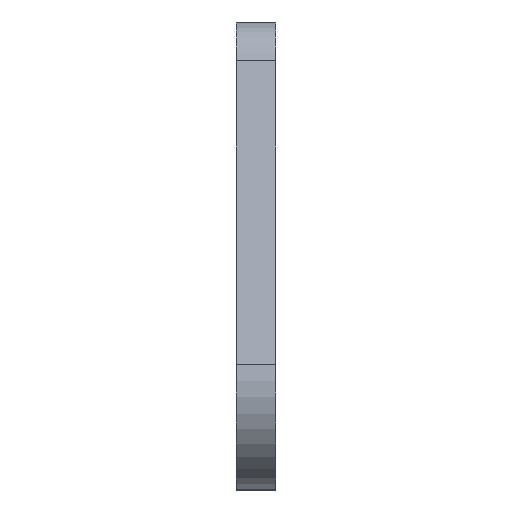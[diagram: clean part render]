
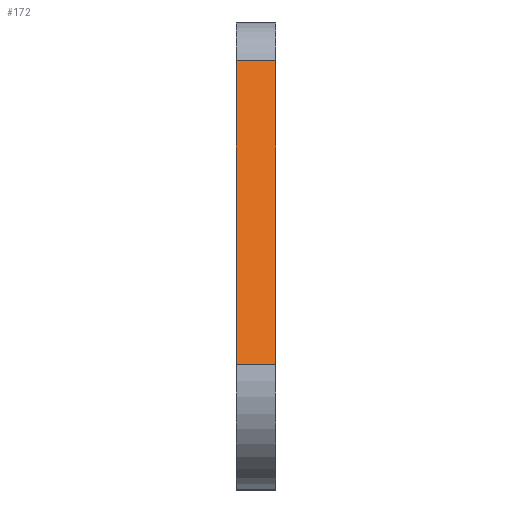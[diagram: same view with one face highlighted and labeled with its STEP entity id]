
A CAD part, left-side view. The second image highlights one B-rep face of the part: STEP entity #172.
In plain terms, the highlighted planar face has unit normal (-0.964, 0, 0.265).
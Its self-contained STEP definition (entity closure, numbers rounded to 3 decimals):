
#40 = EDGE_LOOP ( 'NONE', ( #432, #67, #949, #866 ) ) ;
#52 = PLANE ( 'NONE',  #978 ) ;
#67 = ORIENTED_EDGE ( 'NONE', *, *, #907, .T. ) ;
#79 = CARTESIAN_POINT ( 'NONE',  ( -7.231, 44.882, 1.99 ) ) ;
#172 = ADVANCED_FACE ( 'NONE', ( #1159 ), #52, .F. ) ;
#295 = DIRECTION ( 'NONE',  ( 0.964, 0., -0.265 ) ) ;
#304 = CARTESIAN_POINT ( 'NONE',  ( -0.932, 44.882, 24.882 ) ) ;
#318 = LINE ( 'NONE', #304, #1166 ) ;
#341 = LINE ( 'NONE', #496, #857 ) ;
#401 = CARTESIAN_POINT ( 'NONE',  ( -0.932, 0., 24.882 ) ) ;
#432 = ORIENTED_EDGE ( 'NONE', *, *, #948, .F. ) ;
#434 = VECTOR ( 'NONE', #680, 1000. ) ;
#496 = CARTESIAN_POINT ( 'NONE',  ( -7.231, 44.882, 1.99 ) ) ;
#528 = VERTEX_POINT ( 'NONE', #998 ) ;
#557 = CARTESIAN_POINT ( 'NONE',  ( -7.231, 3., 1.99 ) ) ;
#619 = DIRECTION ( 'NONE',  ( 0., -1., 0. ) ) ;
#643 = LINE ( 'NONE', #1075, #434 ) ;
#661 = VECTOR ( 'NONE', #674, 1000. ) ;
#669 = VERTEX_POINT ( 'NONE', #792 ) ;
#674 = DIRECTION ( 'NONE',  ( 0.265, 0., 0.964 ) ) ;
#680 = DIRECTION ( 'NONE',  ( 0.265, 0., 0.964 ) ) ;
#740 = VERTEX_POINT ( 'NONE', #1056 ) ;
#782 = DIRECTION ( 'NONE',  ( 0., -1., 0. ) ) ;
#792 = CARTESIAN_POINT ( 'NONE',  ( -0.932, 3., 24.882 ) ) ;
#840 = EDGE_CURVE ( 'NONE', #528, #932, #643, .T. ) ;
#857 = VECTOR ( 'NONE', #619, 1000. ) ;
#866 = ORIENTED_EDGE ( 'NONE', *, *, #880, .F. ) ;
#880 = EDGE_CURVE ( 'NONE', #669, #932, #318, .T. ) ;
#907 = EDGE_CURVE ( 'NONE', #740, #528, #341, .T. ) ;
#932 = VERTEX_POINT ( 'NONE', #401 ) ;
#948 = EDGE_CURVE ( 'NONE', #740, #669, #972, .T. ) ;
#949 = ORIENTED_EDGE ( 'NONE', *, *, #840, .T. ) ;
#972 = LINE ( 'NONE', #557, #661 ) ;
#978 = AXIS2_PLACEMENT_3D ( 'NONE', #79, #295, #1139 ) ;
#998 = CARTESIAN_POINT ( 'NONE',  ( -7.231, 0., 1.99 ) ) ;
#1056 = CARTESIAN_POINT ( 'NONE',  ( -7.231, 3., 1.99 ) ) ;
#1075 = CARTESIAN_POINT ( 'NONE',  ( -7.231, 0., 1.99 ) ) ;
#1139 = DIRECTION ( 'NONE',  ( -0.265, 0., -0.964 ) ) ;
#1159 = FACE_OUTER_BOUND ( 'NONE', #40, .T. ) ;
#1166 = VECTOR ( 'NONE', #782, 1000. ) ;
